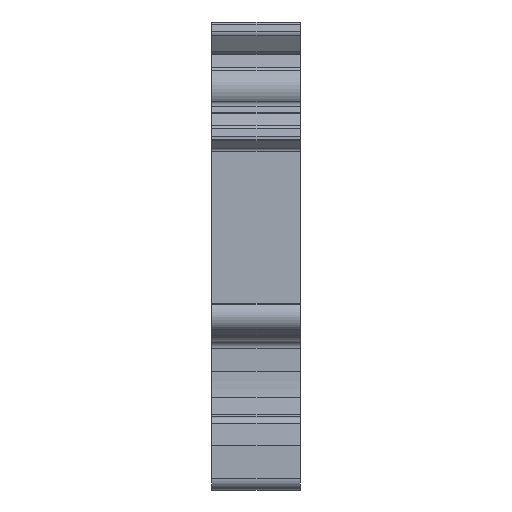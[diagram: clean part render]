
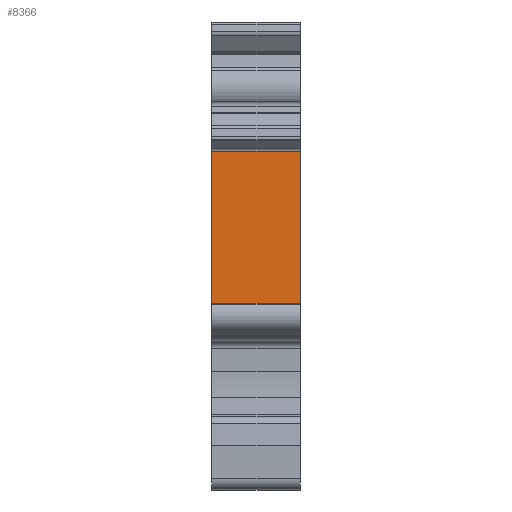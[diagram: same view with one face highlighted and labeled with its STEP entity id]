
A CAD part, left-side view. The second image highlights one B-rep face of the part: STEP entity #8366.
In plain terms, the highlighted planar face has unit normal (-1, 0, 0).
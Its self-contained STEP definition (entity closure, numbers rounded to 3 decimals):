
#1605=ORIENTED_EDGE('',*,*,#2502,.T.);
#1606=ORIENTED_EDGE('',*,*,#3022,.F.);
#1607=ORIENTED_EDGE('',*,*,#2637,.F.);
#1608=ORIENTED_EDGE('',*,*,#3021,.T.);
#2502=EDGE_CURVE('',#3437,#3436,#3976,.T.);
#2637=EDGE_CURVE('',#3571,#3572,#4048,.T.);
#3021=EDGE_CURVE('',#3571,#3437,#4330,.T.);
#3022=EDGE_CURVE('',#3572,#3436,#4331,.T.);
#3436=VERTEX_POINT('',#11360);
#3437=VERTEX_POINT('',#11362);
#3571=VERTEX_POINT('',#11631);
#3572=VERTEX_POINT('',#11633);
#3976=LINE('',#11361,#4622);
#4048=LINE('',#11632,#4694);
#4330=LINE('',#12394,#4976);
#4331=LINE('',#12396,#4977);
#4622=VECTOR('',#9408,1000.);
#4694=VECTOR('',#9608,1000.);
#4976=VECTOR('',#10396,1000.);
#4977=VECTOR('',#10399,1000.);
#5334=EDGE_LOOP('',(#1605,#1606,#1607,#1608));
#5662=FACE_BOUND('',#5334,.T.);
#5908=PLANE('',#8936);
#8366=ADVANCED_FACE('',(#5662),#5908,.F.);
#8936=AXIS2_PLACEMENT_3D('',#12395,#10397,#10398);
#9408=DIRECTION('',(0.,0.,1.));
#9608=DIRECTION('',(0.,0.,1.));
#10396=DIRECTION('',(0.,-1.,0.));
#10397=DIRECTION('',(1.,0.,0.));
#10398=DIRECTION('',(0.,0.,-1.));
#10399=DIRECTION('',(0.,-1.,0.));
#11360=CARTESIAN_POINT('',(-47.085,0.,23.288));
#11361=CARTESIAN_POINT('',(-47.085,0.,9.575));
#11362=CARTESIAN_POINT('',(-47.085,0.,9.575));
#11631=CARTESIAN_POINT('',(-47.085,8.,9.575));
#11632=CARTESIAN_POINT('',(-47.085,8.,9.575));
#11633=CARTESIAN_POINT('',(-47.085,8.,23.288));
#12394=CARTESIAN_POINT('',(-47.085,8.,9.575));
#12395=CARTESIAN_POINT('',(-47.085,8.,9.575));
#12396=CARTESIAN_POINT('',(-47.085,8.,23.288));
